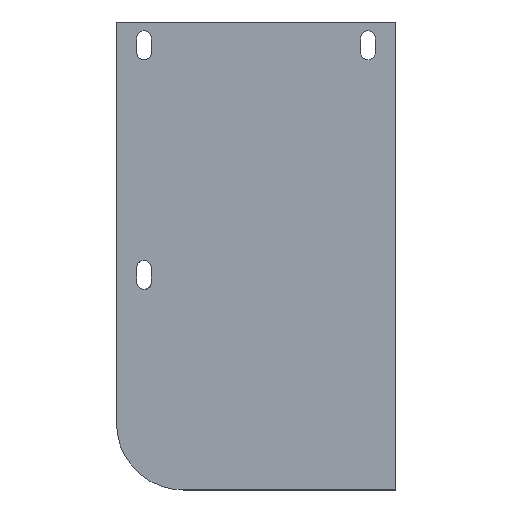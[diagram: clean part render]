
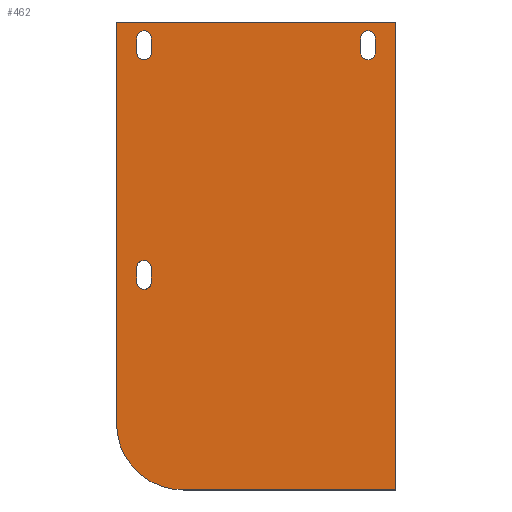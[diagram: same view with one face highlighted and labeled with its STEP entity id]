
A CAD part, top view. The second image highlights one B-rep face of the part: STEP entity #462.
In plain terms, the highlighted planar face has unit normal (0, 0, 1).
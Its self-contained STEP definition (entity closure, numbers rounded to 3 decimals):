
#55=AXIS2_PLACEMENT_3D('Circle Axis2P3D',#53,#54,$) ;
#251=AXIS2_PLACEMENT_3D('Circle Axis2P3D',#249,#250,$) ;
#306=AXIS2_PLACEMENT_3D('Circle Axis2P3D',#304,#305,$) ;
#336=AXIS2_PLACEMENT_3D('Plane Axis2P3D',#333,#334,#335) ;
#50=CARTESIAN_POINT('Vertex',(23.,-3.,51.5)) ;
#53=CARTESIAN_POINT('Axis2P3D Location',(23.,20.,51.5)) ;
#57=CARTESIAN_POINT('Vertex',(0.,20.,51.5)) ;
#88=CARTESIAN_POINT('Vertex',(96.,-3.,51.5)) ;
#91=CARTESIAN_POINT('Line Origine',(59.5,-3.,51.5)) ;
#246=CARTESIAN_POINT('Vertex',(84.,147.5,51.5)) ;
#249=CARTESIAN_POINT('Axis2P3D Location',(86.5,147.5,51.5)) ;
#253=CARTESIAN_POINT('Vertex',(89.,147.5,51.5)) ;
#277=CARTESIAN_POINT('Vertex',(84.,152.5,51.5)) ;
#280=CARTESIAN_POINT('Line Origine',(84.,150.,51.5)) ;
#301=CARTESIAN_POINT('Vertex',(89.,152.5,51.5)) ;
#304=CARTESIAN_POINT('Axis2P3D Location',(86.5,152.5,51.5)) ;
#321=CARTESIAN_POINT('Line Origine',(89.,150.,51.5)) ;
#333=CARTESIAN_POINT('Axis2P3D Location',(0.,0.,51.5)) ;
#338=CARTESIAN_POINT('Line Origine',(48.,158.,51.5)) ;
#342=CARTESIAN_POINT('Vertex',(96.,158.,51.5)) ;
#344=CARTESIAN_POINT('Vertex',(0.,158.,51.5)) ;
#347=CARTESIAN_POINT('Line Origine',(0.,77.5,51.5)) ;
#352=CARTESIAN_POINT('Line Origine',(96.,77.5,51.5)) ;
#371=CARTESIAN_POINT('Control Point',(7.,68.5,51.5)) ;
#372=CARTESIAN_POINT('Control Point',(7.,67.715,51.5)) ;
#373=CARTESIAN_POINT('Control Point',(7.308,66.929,51.5)) ;
#374=CARTESIAN_POINT('Control Point',(7.929,66.308,51.5)) ;
#375=CARTESIAN_POINT('Control Point',(9.5,65.692,51.5)) ;
#376=CARTESIAN_POINT('Control Point',(11.071,66.308,51.5)) ;
#377=CARTESIAN_POINT('Control Point',(11.692,66.929,51.5)) ;
#378=CARTESIAN_POINT('Control Point',(12.,67.715,51.5)) ;
#379=CARTESIAN_POINT('Control Point',(12.,68.5,51.5)) ;
#380=CARTESIAN_POINT('Vertex',(7.,68.5,51.5)) ;
#382=CARTESIAN_POINT('Vertex',(12.,68.5,51.5)) ;
#385=CARTESIAN_POINT('Line Origine',(7.,77.5,51.5)) ;
#389=CARTESIAN_POINT('Vertex',(7.,73.5,51.5)) ;
#393=CARTESIAN_POINT('Control Point',(12.,73.5,51.5)) ;
#394=CARTESIAN_POINT('Control Point',(12.,74.285,51.5)) ;
#395=CARTESIAN_POINT('Control Point',(11.692,75.071,51.5)) ;
#396=CARTESIAN_POINT('Control Point',(11.071,75.692,51.5)) ;
#397=CARTESIAN_POINT('Control Point',(9.5,76.308,51.5)) ;
#398=CARTESIAN_POINT('Control Point',(7.929,75.692,51.5)) ;
#399=CARTESIAN_POINT('Control Point',(7.308,75.071,51.5)) ;
#400=CARTESIAN_POINT('Control Point',(7.,74.285,51.5)) ;
#401=CARTESIAN_POINT('Control Point',(7.,73.5,51.5)) ;
#402=CARTESIAN_POINT('Vertex',(12.,73.5,51.5)) ;
#405=CARTESIAN_POINT('Line Origine',(12.,77.5,51.5)) ;
#417=CARTESIAN_POINT('Control Point',(7.,147.5,51.5)) ;
#418=CARTESIAN_POINT('Control Point',(7.,146.715,51.5)) ;
#419=CARTESIAN_POINT('Control Point',(7.308,145.929,51.5)) ;
#420=CARTESIAN_POINT('Control Point',(7.929,145.308,51.5)) ;
#421=CARTESIAN_POINT('Control Point',(9.5,144.692,51.5)) ;
#422=CARTESIAN_POINT('Control Point',(11.071,145.308,51.5)) ;
#423=CARTESIAN_POINT('Control Point',(11.692,145.929,51.5)) ;
#424=CARTESIAN_POINT('Control Point',(12.,146.715,51.5)) ;
#425=CARTESIAN_POINT('Control Point',(12.,147.5,51.5)) ;
#426=CARTESIAN_POINT('Vertex',(7.,147.5,51.5)) ;
#428=CARTESIAN_POINT('Vertex',(12.,147.5,51.5)) ;
#431=CARTESIAN_POINT('Line Origine',(7.,77.5,51.5)) ;
#435=CARTESIAN_POINT('Vertex',(7.,152.5,51.5)) ;
#439=CARTESIAN_POINT('Control Point',(12.,152.5,51.5)) ;
#440=CARTESIAN_POINT('Control Point',(12.,153.285,51.5)) ;
#441=CARTESIAN_POINT('Control Point',(11.692,154.071,51.5)) ;
#442=CARTESIAN_POINT('Control Point',(11.071,154.692,51.5)) ;
#443=CARTESIAN_POINT('Control Point',(9.5,155.308,51.5)) ;
#444=CARTESIAN_POINT('Control Point',(7.929,154.692,51.5)) ;
#445=CARTESIAN_POINT('Control Point',(7.308,154.071,51.5)) ;
#446=CARTESIAN_POINT('Control Point',(7.,153.285,51.5)) ;
#447=CARTESIAN_POINT('Control Point',(7.,152.5,51.5)) ;
#448=CARTESIAN_POINT('Vertex',(12.,152.5,51.5)) ;
#451=CARTESIAN_POINT('Line Origine',(12.,77.5,51.5)) ;
#54=DIRECTION('Axis2P3D Direction',(0.,0.,1.)) ;
#92=DIRECTION('Vector Direction',(1.,0.,0.)) ;
#250=DIRECTION('Axis2P3D Direction',(0.,0.,1.)) ;
#281=DIRECTION('Vector Direction',(0.,1.,0.)) ;
#305=DIRECTION('Axis2P3D Direction',(0.,0.,1.)) ;
#322=DIRECTION('Vector Direction',(0.,1.,0.)) ;
#334=DIRECTION('Axis2P3D Direction',(0.,0.,1.)) ;
#335=DIRECTION('Axis2P3D XDirection',(1.,0.,0.)) ;
#339=DIRECTION('Vector Direction',(1.,0.,0.)) ;
#348=DIRECTION('Vector Direction',(0.,1.,0.)) ;
#353=DIRECTION('Vector Direction',(0.,1.,0.)) ;
#386=DIRECTION('Vector Direction',(0.,1.,0.)) ;
#406=DIRECTION('Vector Direction',(0.,1.,0.)) ;
#432=DIRECTION('Vector Direction',(0.,1.,0.)) ;
#452=DIRECTION('Vector Direction',(0.,1.,0.)) ;
#93=VECTOR('Line Direction',#92,1.) ;
#282=VECTOR('Line Direction',#281,1.) ;
#323=VECTOR('Line Direction',#322,1.) ;
#340=VECTOR('Line Direction',#339,1.) ;
#349=VECTOR('Line Direction',#348,1.) ;
#354=VECTOR('Line Direction',#353,1.) ;
#387=VECTOR('Line Direction',#386,1.) ;
#407=VECTOR('Line Direction',#406,1.) ;
#433=VECTOR('Line Direction',#432,1.) ;
#453=VECTOR('Line Direction',#452,1.) ;
#358=ORIENTED_EDGE('',*,*,#346,.T.) ;
#359=ORIENTED_EDGE('',*,*,#351,.T.) ;
#360=ORIENTED_EDGE('',*,*,#59,.T.) ;
#361=ORIENTED_EDGE('',*,*,#95,.T.) ;
#362=ORIENTED_EDGE('',*,*,#356,.T.) ;
#365=ORIENTED_EDGE('',*,*,#325,.F.) ;
#366=ORIENTED_EDGE('',*,*,#255,.F.) ;
#367=ORIENTED_EDGE('',*,*,#284,.T.) ;
#368=ORIENTED_EDGE('',*,*,#308,.F.) ;
#411=ORIENTED_EDGE('',*,*,#384,.F.) ;
#412=ORIENTED_EDGE('',*,*,#391,.T.) ;
#413=ORIENTED_EDGE('',*,*,#404,.F.) ;
#414=ORIENTED_EDGE('',*,*,#409,.F.) ;
#457=ORIENTED_EDGE('',*,*,#430,.F.) ;
#458=ORIENTED_EDGE('',*,*,#437,.T.) ;
#459=ORIENTED_EDGE('',*,*,#450,.F.) ;
#460=ORIENTED_EDGE('',*,*,#455,.F.) ;
#369=FACE_BOUND('',#364,.T.) ;
#415=FACE_BOUND('',#410,.T.) ;
#461=FACE_BOUND('',#456,.T.) ;
#462=ADVANCED_FACE('PartBody',(#363,#369,#415,#461),#337,.T.) ;
#370=B_SPLINE_CURVE_WITH_KNOTS('',5,(#371,#372,#373,#374,#375,#376,#377,#378,#379),.UNSPECIFIED.,.F.,.U.,(6,3,6),(7.854,11.781,15.708),.UNSPECIFIED.) ;
#392=B_SPLINE_CURVE_WITH_KNOTS('',5,(#393,#394,#395,#396,#397,#398,#399,#400,#401),.UNSPECIFIED.,.F.,.U.,(6,3,6),(0.,3.927,7.854),.UNSPECIFIED.) ;
#416=B_SPLINE_CURVE_WITH_KNOTS('',5,(#417,#418,#419,#420,#421,#422,#423,#424,#425),.UNSPECIFIED.,.F.,.U.,(6,3,6),(7.854,11.781,15.708),.UNSPECIFIED.) ;
#438=B_SPLINE_CURVE_WITH_KNOTS('',5,(#439,#440,#441,#442,#443,#444,#445,#446,#447),.UNSPECIFIED.,.F.,.U.,(6,3,6),(0.,3.927,7.854),.UNSPECIFIED.) ;
#56=CIRCLE('generated circle',#55,23.) ;
#252=CIRCLE('generated circle',#251,2.5) ;
#307=CIRCLE('generated circle',#306,2.5) ;
#59=EDGE_CURVE('',#58,#51,#56,.T.) ;
#95=EDGE_CURVE('',#51,#89,#94,.T.) ;
#255=EDGE_CURVE('',#247,#254,#252,.T.) ;
#284=EDGE_CURVE('',#247,#278,#283,.T.) ;
#308=EDGE_CURVE('',#302,#278,#307,.T.) ;
#325=EDGE_CURVE('',#254,#302,#324,.T.) ;
#346=EDGE_CURVE('',#343,#345,#341,.F.) ;
#351=EDGE_CURVE('',#345,#58,#350,.F.) ;
#356=EDGE_CURVE('',#89,#343,#355,.T.) ;
#384=EDGE_CURVE('',#381,#383,#370,.T.) ;
#391=EDGE_CURVE('',#381,#390,#388,.T.) ;
#404=EDGE_CURVE('',#403,#390,#392,.T.) ;
#409=EDGE_CURVE('',#383,#403,#408,.T.) ;
#430=EDGE_CURVE('',#427,#429,#416,.T.) ;
#437=EDGE_CURVE('',#427,#436,#434,.T.) ;
#450=EDGE_CURVE('',#449,#436,#438,.T.) ;
#455=EDGE_CURVE('',#429,#449,#454,.T.) ;
#357=EDGE_LOOP('',(#358,#359,#360,#361,#362)) ;
#364=EDGE_LOOP('',(#365,#366,#367,#368)) ;
#410=EDGE_LOOP('',(#411,#412,#413,#414)) ;
#456=EDGE_LOOP('',(#457,#458,#459,#460)) ;
#363=FACE_OUTER_BOUND('',#357,.T.) ;
#94=LINE('Line',#91,#93) ;
#283=LINE('Line',#280,#282) ;
#324=LINE('Line',#321,#323) ;
#341=LINE('Line',#338,#340) ;
#350=LINE('Line',#347,#349) ;
#355=LINE('Line',#352,#354) ;
#388=LINE('Line',#385,#387) ;
#408=LINE('Line',#405,#407) ;
#434=LINE('Line',#431,#433) ;
#454=LINE('Line',#451,#453) ;
#337=PLANE('',#336) ;
#51=VERTEX_POINT('',#50) ;
#58=VERTEX_POINT('',#57) ;
#89=VERTEX_POINT('',#88) ;
#247=VERTEX_POINT('',#246) ;
#254=VERTEX_POINT('',#253) ;
#278=VERTEX_POINT('',#277) ;
#302=VERTEX_POINT('',#301) ;
#343=VERTEX_POINT('',#342) ;
#345=VERTEX_POINT('',#344) ;
#381=VERTEX_POINT('',#380) ;
#383=VERTEX_POINT('',#382) ;
#390=VERTEX_POINT('',#389) ;
#403=VERTEX_POINT('',#402) ;
#427=VERTEX_POINT('',#426) ;
#429=VERTEX_POINT('',#428) ;
#436=VERTEX_POINT('',#435) ;
#449=VERTEX_POINT('',#448) ;
